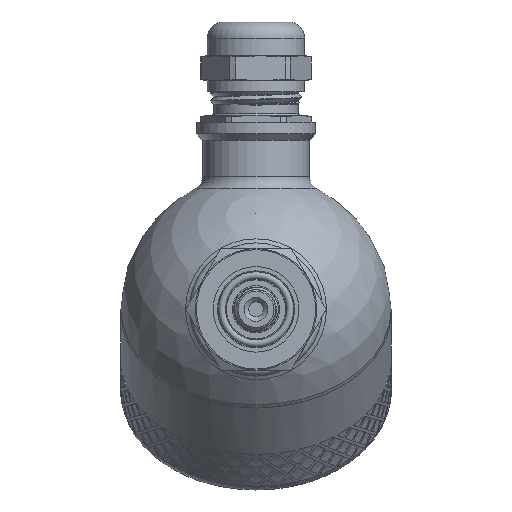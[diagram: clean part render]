
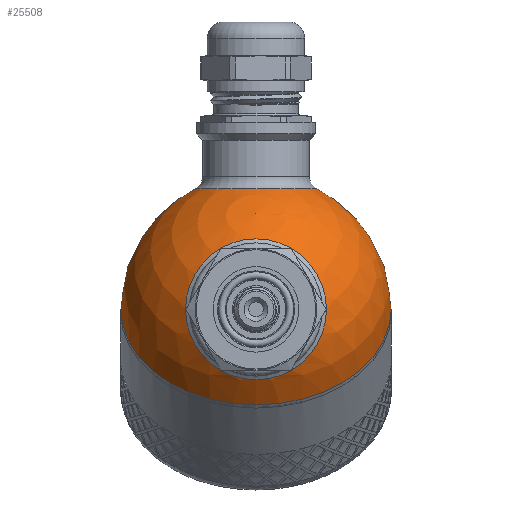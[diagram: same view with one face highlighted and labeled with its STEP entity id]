
A CAD part, left-side view. The second image highlights one B-rep face of the part: STEP entity #25508.
In plain terms, the highlighted spherical face has radius 30 mm.
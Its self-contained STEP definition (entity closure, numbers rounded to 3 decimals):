
#136=SPHERICAL_SURFACE('',#27120,30.);
#1139=FACE_BOUND('',#3813,.T.);
#1140=FACE_BOUND('',#3814,.T.);
#2142=FACE_OUTER_BOUND('',#3812,.T.);
#3812=EDGE_LOOP('',(#18559,#18560,#18561,#18562));
#3813=EDGE_LOOP('',(#18563));
#3814=EDGE_LOOP('',(#18564));
#5338=CIRCLE('',#27043,30.);
#5339=CIRCLE('',#27044,30.);
#5366=CIRCLE('',#27116,13.5);
#5369=CIRCLE('',#27121,30.);
#5370=CIRCLE('',#27122,15.643);
#9920=VERTEX_POINT('',#33422);
#9921=VERTEX_POINT('',#33424);
#10448=VERTEX_POINT('',#40188);
#10450=VERTEX_POINT('',#40195);
#10451=VERTEX_POINT('',#40197);
#12677=EDGE_CURVE('',#9920,#9921,#5338,.T.);
#12678=EDGE_CURVE('',#9921,#9920,#5339,.T.);
#13471=EDGE_CURVE('',#10448,#10448,#5366,.T.);
#13474=EDGE_CURVE('',#9921,#10450,#5369,.T.);
#13475=EDGE_CURVE('',#10451,#10451,#5370,.T.);
#18559=ORIENTED_EDGE('',*,*,#12678,.F.);
#18560=ORIENTED_EDGE('',*,*,#13474,.T.);
#18561=ORIENTED_EDGE('',*,*,#13474,.F.);
#18562=ORIENTED_EDGE('',*,*,#12677,.F.);
#18563=ORIENTED_EDGE('',*,*,#13475,.F.);
#18564=ORIENTED_EDGE('',*,*,#13471,.F.);
#25508=ADVANCED_FACE('',(#2142,#1139,#1140),#136,.T.);
#27043=AXIS2_PLACEMENT_3D('',#33425,#28510,#28511);
#27044=AXIS2_PLACEMENT_3D('',#33426,#28512,#28513);
#27116=AXIS2_PLACEMENT_3D('',#40189,#28934,#28935);
#27120=AXIS2_PLACEMENT_3D('',#40194,#28942,#28943);
#27121=AXIS2_PLACEMENT_3D('',#40196,#28944,#28945);
#27122=AXIS2_PLACEMENT_3D('',#40198,#28946,#28947);
#28510=DIRECTION('center_axis',(1.,0.,0.));
#28511=DIRECTION('ref_axis',(0.,1.,0.));
#28512=DIRECTION('center_axis',(1.,0.,0.));
#28513=DIRECTION('ref_axis',(0.,1.,0.));
#28934=DIRECTION('center_axis',(-0.707,0.,-0.707));
#28935=DIRECTION('ref_axis',(-0.707,0.,0.707));
#28942=DIRECTION('center_axis',(1.,0.,0.));
#28943=DIRECTION('ref_axis',(0.,-1.,0.));
#28944=DIRECTION('center_axis',(0.,0.,1.));
#28945=DIRECTION('ref_axis',(0.,1.,0.));
#28946=DIRECTION('center_axis',(-0.707,0.,0.707));
#28947=DIRECTION('ref_axis',(0.707,0.,0.707));
#33422=CARTESIAN_POINT('',(0.,-30.,0.));
#33424=CARTESIAN_POINT('',(0.,30.,0.));
#33425=CARTESIAN_POINT('Origin',(0.,0.,0.));
#33426=CARTESIAN_POINT('Origin',(0.,0.,0.));
#40188=CARTESIAN_POINT('',(-9.398,0.,-28.49));
#40189=CARTESIAN_POINT('Origin',(-18.944,0.,-18.944));
#40194=CARTESIAN_POINT('Origin',(0.,0.,0.));
#40195=CARTESIAN_POINT('',(-30.,0.,0.));
#40196=CARTESIAN_POINT('Origin',(0.,0.,0.));
#40197=CARTESIAN_POINT('',(-29.162,0.,7.04));
#40198=CARTESIAN_POINT('Origin',(-18.101,0.,18.101));
